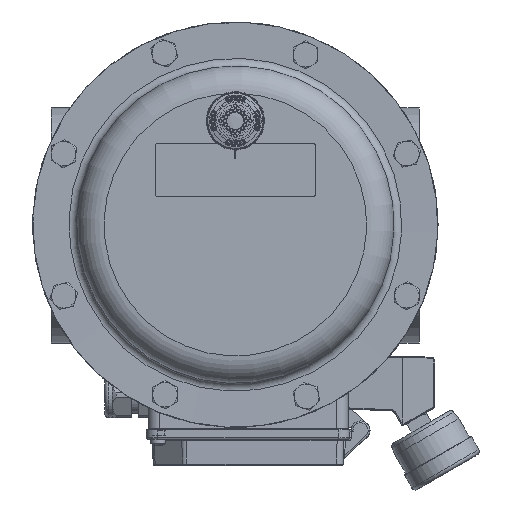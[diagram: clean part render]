
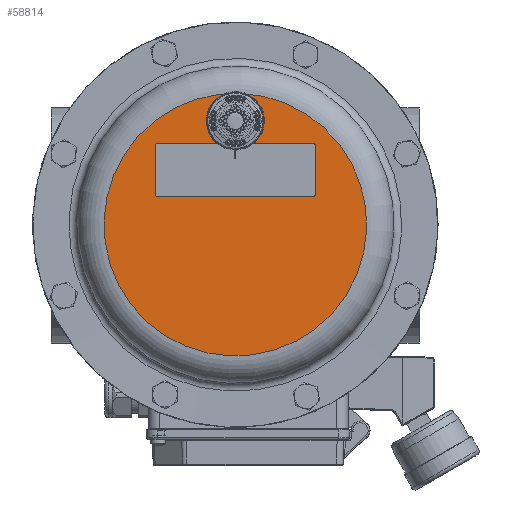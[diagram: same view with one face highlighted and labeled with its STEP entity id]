
A CAD part, top view. The second image highlights one B-rep face of the part: STEP entity #58814.
In plain terms, the highlighted planar face has unit normal (0, 0, 1).
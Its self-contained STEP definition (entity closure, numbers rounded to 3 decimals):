
#4902=FACE_BOUND('',#9494,.T.);
#4903=FACE_BOUND('',#9495,.T.);
#6009=FACE_OUTER_BOUND('',#9493,.T.);
#9493=EDGE_LOOP('',(#40808));
#9494=EDGE_LOOP('',(#40809,#40810,#40811,#40812,#40813,#40814,#40815,#40816));
#9495=EDGE_LOOP('',(#40817,#40818));
#12686=CIRCLE('',#62271,10.35);
#12758=CIRCLE('',#62371,69.65);
#13031=CIRCLE('',#62998,1.);
#13032=CIRCLE('',#63001,1.);
#13033=CIRCLE('',#63004,1.);
#13034=CIRCLE('',#63007,1.);
#13035=CIRCLE('',#63057,10.35);
#15549=LINE('',#99747,#18827);
#15553=LINE('',#99756,#18831);
#15556=LINE('',#99764,#18834);
#15559=LINE('',#99772,#18837);
#18827=VECTOR('',#71142,1000.);
#18831=VECTOR('',#71152,1000.);
#18834=VECTOR('',#71161,1000.);
#18837=VECTOR('',#71170,1000.);
#22516=VERTEX_POINT('',#95898);
#22517=VERTEX_POINT('',#95899);
#22605=VERTEX_POINT('',#96489);
#23163=VERTEX_POINT('',#99745);
#23164=VERTEX_POINT('',#99746);
#23165=VERTEX_POINT('',#99751);
#23166=VERTEX_POINT('',#99755);
#23167=VERTEX_POINT('',#99759);
#23168=VERTEX_POINT('',#99763);
#23169=VERTEX_POINT('',#99767);
#23170=VERTEX_POINT('',#99771);
#28491=EDGE_CURVE('',#22516,#22517,#12686,.T.);
#28611=EDGE_CURVE('',#22605,#22605,#12758,.T.);
#29504=EDGE_CURVE('',#23163,#23164,#15549,.T.);
#29507=EDGE_CURVE('',#23164,#23165,#13031,.T.);
#29509=EDGE_CURVE('',#23165,#23166,#15553,.T.);
#29511=EDGE_CURVE('',#23166,#23167,#13032,.T.);
#29513=EDGE_CURVE('',#23167,#23168,#15556,.T.);
#29515=EDGE_CURVE('',#23168,#23169,#13033,.T.);
#29517=EDGE_CURVE('',#23169,#23170,#15559,.T.);
#29519=EDGE_CURVE('',#23170,#23163,#13034,.T.);
#29592=EDGE_CURVE('',#22517,#22516,#13035,.T.);
#40808=ORIENTED_EDGE('',*,*,#28611,.F.);
#40809=ORIENTED_EDGE('',*,*,#29519,.F.);
#40810=ORIENTED_EDGE('',*,*,#29517,.F.);
#40811=ORIENTED_EDGE('',*,*,#29515,.F.);
#40812=ORIENTED_EDGE('',*,*,#29513,.F.);
#40813=ORIENTED_EDGE('',*,*,#29511,.F.);
#40814=ORIENTED_EDGE('',*,*,#29509,.F.);
#40815=ORIENTED_EDGE('',*,*,#29507,.F.);
#40816=ORIENTED_EDGE('',*,*,#29504,.F.);
#40817=ORIENTED_EDGE('',*,*,#29592,.T.);
#40818=ORIENTED_EDGE('',*,*,#28491,.T.);
#53587=PLANE('',#63056);
#58814=ADVANCED_FACE('',(#6009,#4902,#4903),#53587,.F.);
#62271=AXIS2_PLACEMENT_3D('',#95900,#69411,#69412);
#62371=AXIS2_PLACEMENT_3D('',#96491,#69638,#69639);
#62998=AXIS2_PLACEMENT_3D('',#99752,#71147,#71148);
#63001=AXIS2_PLACEMENT_3D('',#99760,#71156,#71157);
#63004=AXIS2_PLACEMENT_3D('',#99768,#71165,#71166);
#63007=AXIS2_PLACEMENT_3D('',#99775,#71174,#71175);
#63056=AXIS2_PLACEMENT_3D('',#99920,#71344,#71345);
#63057=AXIS2_PLACEMENT_3D('',#99921,#71346,#71347);
#69411=DIRECTION('center_axis',(0.,0.,
-1.));
#69412=DIRECTION('ref_axis',(-0.924,0.382,0.));
#69638=DIRECTION('center_axis',(0.,0.,
-1.));
#69639=DIRECTION('ref_axis',(-0.924,0.382,0.));
#71142=DIRECTION('',(0.,1.,0.));
#71147=DIRECTION('center_axis',(0.,0.,
1.));
#71148=DIRECTION('ref_axis',(0.,-1.,0.));
#71152=DIRECTION('',(-1.,0.,0.));
#71156=DIRECTION('center_axis',(0.,0.,
1.));
#71157=DIRECTION('ref_axis',(0.,-1.,0.));
#71161=DIRECTION('',(0.,-1.,0.));
#71165=DIRECTION('center_axis',(0.,0.,
1.));
#71166=DIRECTION('ref_axis',(0.,-1.,0.));
#71170=DIRECTION('',(1.,0.,0.));
#71174=DIRECTION('center_axis',(0.,0.,
1.));
#71175=DIRECTION('ref_axis',(0.,-1.,0.));
#71344=DIRECTION('center_axis',(0.,0.,
-1.));
#71345=DIRECTION('ref_axis',(-0.924,0.382,0.));
#71346=DIRECTION('center_axis',(0.,0.,
-1.));
#71347=DIRECTION('ref_axis',(-0.924,0.382,0.));
#95898=CARTESIAN_POINT('',(-0.017,65.35,300.));
#95899=CARTESIAN_POINT('',(-0.011,44.65,300.));
#95900=CARTESIAN_POINT('Origin',(-0.014,55.,300.));
#96489=CARTESIAN_POINT('',(64.355,-26.638,300.));
#96491=CARTESIAN_POINT('Origin',(0.,0.,
300.));
#99745=CARTESIAN_POINT('',(42.496,16.011,300.));
#99746=CARTESIAN_POINT('',(42.489,42.011,300.));
#99747=CARTESIAN_POINT('',(42.496,16.011,300.));
#99751=CARTESIAN_POINT('',(41.489,43.011,300.));
#99752=CARTESIAN_POINT('Origin',(41.489,42.011,300.));
#99755=CARTESIAN_POINT('',(-41.511,42.989,300.));
#99756=CARTESIAN_POINT('',(41.489,43.011,300.));
#99759=CARTESIAN_POINT('',(-42.511,41.989,300.));
#99760=CARTESIAN_POINT('Origin',(-41.511,41.989,300.));
#99763=CARTESIAN_POINT('',(-42.504,15.989,300.));
#99764=CARTESIAN_POINT('',(-42.504,15.989,300.));
#99767=CARTESIAN_POINT('',(-41.504,14.989,300.));
#99768=CARTESIAN_POINT('Origin',(-41.504,15.989,300.));
#99771=CARTESIAN_POINT('',(41.496,15.011,300.));
#99772=CARTESIAN_POINT('',(41.496,15.011,300.));
#99775=CARTESIAN_POINT('Origin',(41.496,16.011,300.));
#99920=CARTESIAN_POINT('Origin',(0.,0.,
300.));
#99921=CARTESIAN_POINT('Origin',(-0.014,55.,300.));
